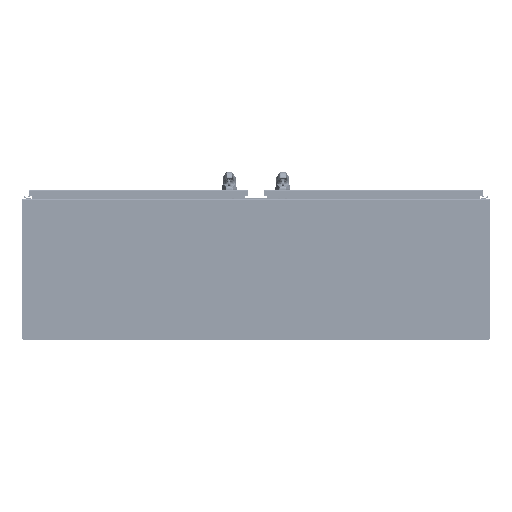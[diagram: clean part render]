
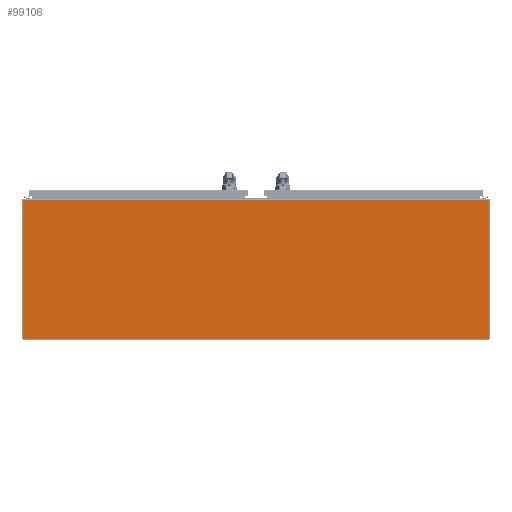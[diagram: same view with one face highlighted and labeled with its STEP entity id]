
A CAD part, front view. The second image highlights one B-rep face of the part: STEP entity #99106.
In plain terms, the highlighted face is planar.
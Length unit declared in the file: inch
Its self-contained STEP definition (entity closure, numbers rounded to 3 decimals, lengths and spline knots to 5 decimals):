
#83 = DIRECTION ( 'NONE',  ( 0., 1., 0. ) ) ;
#727 = CARTESIAN_POINT ( 'NONE',  ( -0.44585, -1.1081, 0.125 ) ) ;
#5347 = CARTESIAN_POINT ( 'NONE',  ( 59.42915, -1.07685, 0.125 ) ) ;
#10046 = ORIENTED_EDGE ( 'NONE', *, *, #47894, .F. ) ;
#15224 = PLANE ( 'NONE',  #35701 ) ;
#16652 = CARTESIAN_POINT ( 'NONE',  ( 29.49165, 7.8294, 0.125 ) ) ;
#19007 = VERTEX_POINT ( 'NONE', #74515 ) ;
#20431 = VECTOR ( 'NONE', #83, 39.37008 ) ;
#25224 = DIRECTION ( 'NONE',  ( 0., -1., 0. ) ) ;
#26342 = VERTEX_POINT ( 'NONE', #5347 ) ;
#26929 = DIRECTION ( 'NONE',  ( 1., 0., 0. ) ) ;
#27109 = CARTESIAN_POINT ( 'NONE',  ( -0.44585, 16.7669, 0.125 ) ) ;
#27355 = DIRECTION ( 'NONE',  ( 1., 0., 0. ) ) ;
#27571 = CARTESIAN_POINT ( 'NONE',  ( 14.5229, -1.07685, 0.125 ) ) ;
#27770 = LINE ( 'NONE', #27571, #83625 ) ;
#28709 = LINE ( 'NONE', #27109, #130738 ) ;
#31618 = VERTEX_POINT ( 'NONE', #56160 ) ;
#34735 = EDGE_CURVE ( 'NONE', #31618, #35430, #79620, .T. ) ;
#35430 = VERTEX_POINT ( 'NONE', #105846 ) ;
#35701 = AXIS2_PLACEMENT_3D ( 'NONE', #16652, #90258, #27355 ) ;
#41701 = LINE ( 'NONE', #98694, #107355 ) ;
#46645 = EDGE_LOOP ( 'NONE', ( #97478, #107393, #10046, #98911 ) ) ;
#47894 = EDGE_CURVE ( 'NONE', #35430, #19007, #28709, .T. ) ;
#56160 = CARTESIAN_POINT ( 'NONE',  ( -0.44585, -1.07685, 0.125 ) ) ;
#74515 = CARTESIAN_POINT ( 'NONE',  ( 59.42915, 16.7669, 0.125 ) ) ;
#79620 = LINE ( 'NONE', #727, #20431 ) ;
#83625 = VECTOR ( 'NONE', #100580, 39.37008 ) ;
#90258 = DIRECTION ( 'NONE',  ( 0., 0., 1. ) ) ;
#94521 = EDGE_CURVE ( 'NONE', #19007, #26342, #41701, .T. ) ;
#97478 = ORIENTED_EDGE ( 'NONE', *, *, #119288, .T. ) ;
#98694 = CARTESIAN_POINT ( 'NONE',  ( 59.42915, 16.7669, 0.125 ) ) ;
#98911 = ORIENTED_EDGE ( 'NONE', *, *, #34735, .F. ) ;
#99106 = ADVANCED_FACE ( 'NONE', ( #128082 ), #15224, .T. ) ;
#100580 = DIRECTION ( 'NONE',  ( 1., 0., 0. ) ) ;
#105846 = CARTESIAN_POINT ( 'NONE',  ( -0.44585, 16.7669, 0.125 ) ) ;
#107355 = VECTOR ( 'NONE', #25224, 39.37008 ) ;
#107393 = ORIENTED_EDGE ( 'NONE', *, *, #94521, .F. ) ;
#119288 = EDGE_CURVE ( 'NONE', #31618, #26342, #27770, .T. ) ;
#128082 = FACE_OUTER_BOUND ( 'NONE', #46645, .T. ) ;
#130738 = VECTOR ( 'NONE', #26929, 39.37008 ) ;
